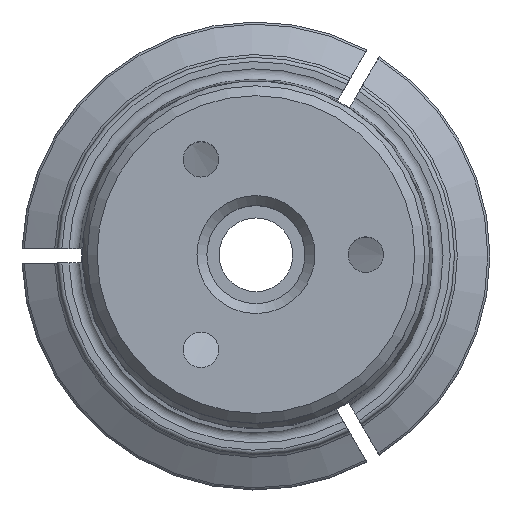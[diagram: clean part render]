
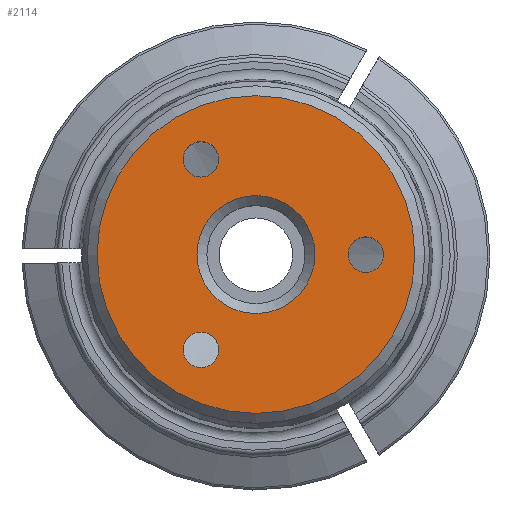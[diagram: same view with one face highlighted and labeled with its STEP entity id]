
A CAD part, top view. The second image highlights one B-rep face of the part: STEP entity #2114.
In plain terms, the highlighted planar face has unit normal (0, 0, 1).
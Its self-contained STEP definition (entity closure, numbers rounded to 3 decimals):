
#204=PLANE('',#2228);
#296=ORIENTED_EDGE('',*,*,#720,.F.);
#297=ORIENTED_EDGE('',*,*,#717,.T.);
#298=ORIENTED_EDGE('',*,*,#715,.T.);
#299=ORIENTED_EDGE('',*,*,#713,.T.);
#300=ORIENTED_EDGE('',*,*,#709,.T.);
#709=EDGE_CURVE('',#924,#924,#1079,.T.);
#713=EDGE_CURVE('',#928,#928,#1083,.T.);
#715=EDGE_CURVE('',#930,#930,#1085,.T.);
#717=EDGE_CURVE('',#932,#932,#1087,.T.);
#720=EDGE_CURVE('',#935,#935,#1090,.T.);
#924=VERTEX_POINT('',#2888);
#928=VERTEX_POINT('',#2898);
#930=VERTEX_POINT('',#2903);
#932=VERTEX_POINT('',#2908);
#935=VERTEX_POINT('',#2916);
#1079=CIRCLE('',#2206,4.159);
#1083=CIRCLE('',#2212,1.25);
#1085=CIRCLE('',#2215,1.25);
#1087=CIRCLE('',#2218,1.25);
#1090=CIRCLE('',#2223,11.2);
#1198=EDGE_LOOP('',(#296));
#1199=EDGE_LOOP('',(#297));
#1200=EDGE_LOOP('',(#298));
#1201=EDGE_LOOP('',(#299));
#1202=EDGE_LOOP('',(#300));
#1332=FACE_BOUND('',#1198,.T.);
#1333=FACE_BOUND('',#1199,.T.);
#1334=FACE_BOUND('',#1200,.T.);
#1335=FACE_BOUND('',#1201,.T.);
#1336=FACE_BOUND('',#1202,.T.);
#2114=ADVANCED_FACE('',(#1332,#1333,#1334,#1335,#1336),#204,.F.);
#2206=AXIS2_PLACEMENT_3D('',#2887,#2415,#2416);
#2212=AXIS2_PLACEMENT_3D('',#2897,#2427,#2428);
#2215=AXIS2_PLACEMENT_3D('',#2902,#2433,#2434);
#2218=AXIS2_PLACEMENT_3D('',#2907,#2439,#2440);
#2223=AXIS2_PLACEMENT_3D('',#2915,#2449,#2450);
#2228=AXIS2_PLACEMENT_3D('',#2923,#2459,#2460);
#2415=DIRECTION('',(0.,0.,-1.));
#2416=DIRECTION('',(-1.,0.,0.));
#2427=DIRECTION('',(0.,0.,-1.));
#2428=DIRECTION('',(1.,0.,0.));
#2433=DIRECTION('',(0.,0.,-1.));
#2434=DIRECTION('',(1.,0.,0.));
#2439=DIRECTION('',(0.,0.,-1.));
#2440=DIRECTION('',(1.,0.,0.));
#2449=DIRECTION('',(0.,0.,-1.));
#2450=DIRECTION('',(-1.,0.,0.));
#2459=DIRECTION('',(0.,0.,-1.));
#2460=DIRECTION('',(-1.,0.,0.));
#2887=CARTESIAN_POINT('',(0.,0.,60.5));
#2888=CARTESIAN_POINT('',(-4.159,0.,60.5));
#2897=CARTESIAN_POINT('',(-3.875,-6.712,60.5));
#2898=CARTESIAN_POINT('',(-2.625,-6.712,60.5));
#2902=CARTESIAN_POINT('',(-3.875,6.712,60.5));
#2903=CARTESIAN_POINT('',(-2.625,6.712,60.5));
#2907=CARTESIAN_POINT('',(7.75,0.,60.5));
#2908=CARTESIAN_POINT('',(9.,0.,60.5));
#2915=CARTESIAN_POINT('',(0.,0.,60.5));
#2916=CARTESIAN_POINT('',(-11.2,0.,60.5));
#2923=CARTESIAN_POINT('',(11.9,0.,60.5));
